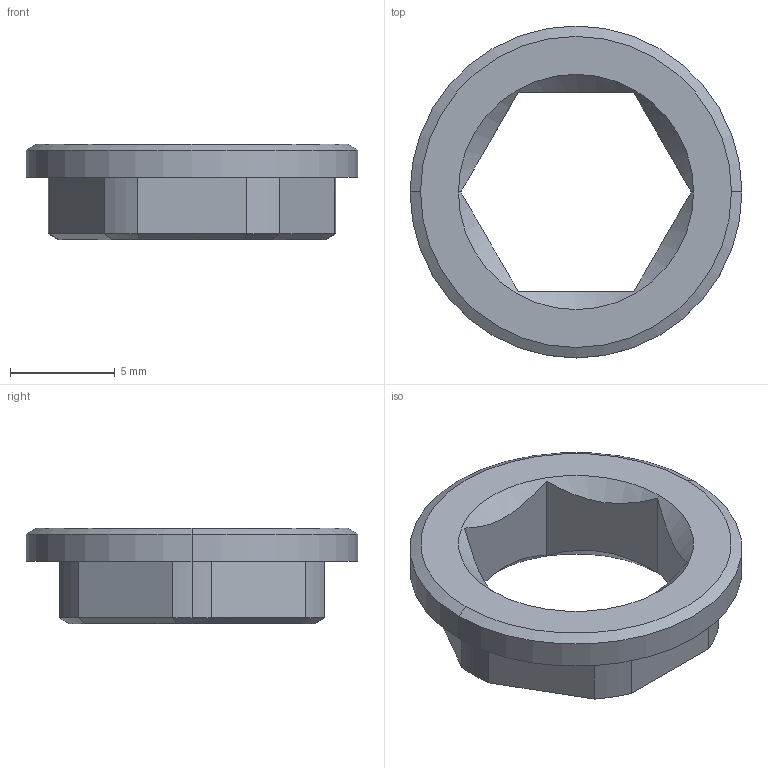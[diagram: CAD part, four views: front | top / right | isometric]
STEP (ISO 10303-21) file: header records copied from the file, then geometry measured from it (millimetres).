
FILE_DESCRIPTION (( 'STEP AP214' ), '1' );
FILE_NAME ('217-8006-001 Rev1.STEP', '2020-12-15T15:15:33', ( '' ), ( '' ), 'SwSTEP 2.0', 'SolidWorks 2019', '' );
FILE_SCHEMA (( 'AUTOMOTIVE_DESIGN' ));
Length unit declared in the file: millimetre
Products named in the file (1): 217-8006-001 Rev1
Bounding box: 15.88 x 15.88 x 4.59 mm (x, y, z)
Volume: 344.6 mm3; surface area: 553.7 mm2
Topology: 1 solids, 1 shells, 43 faces, 102 edges, 62 vertices
Faces by surface type: plane 21, cone 13, cylinder 9
Entity records: 1390 total; most frequent: CARTESIAN_POINT 384, ORIENTED_EDGE 204, DIRECTION 198, EDGE_CURVE 102, AXIS2_PLACEMENT_3D 76, VERTEX_POINT 62, EDGE_LOOP 46, LINE 46
